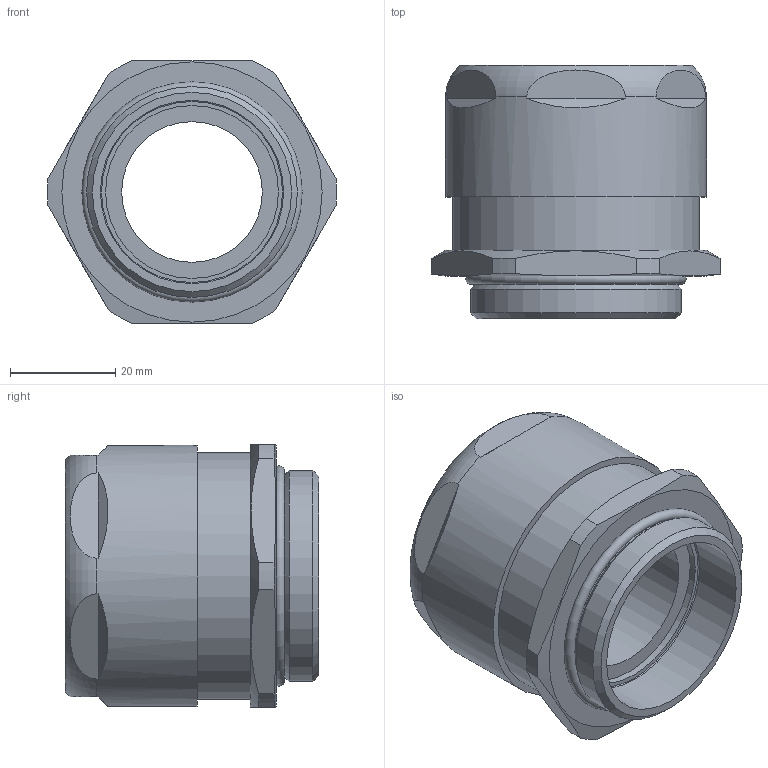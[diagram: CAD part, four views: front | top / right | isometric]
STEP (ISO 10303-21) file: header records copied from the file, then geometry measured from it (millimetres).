
FILE_DESCRIPTION(/* description */ ('STEP AP214'),/* implementation_level */ '2;1');
FILE_NAME(/* name */ '1751400050.stp',/* time_stamp */ '2022-06-08T11:12:42+02:00',/* author */ ('sl'),/* organization */ (''),/* preprocessor_version */ 'ST-DEVELOPER v16.5',/* originating_system */ 'Autodesk Inventor 2017',/* authorisation */ '');
FILE_SCHEMA (('AUTOMOTIVE_DESIGN { 1 0 10303 214 3 1 1 }'));
Length unit declared in the file: millimetre
Products named in the file (1): 1751400050
Bounding box: 54.87 x 48.1 x 49.9 mm (x, y, z)
Volume: 51535.8 mm3; surface area: 14853.2 mm2
Topology: 1 solids, 1 shells, 48 faces, 117 edges, 77 vertices
Faces by surface type: plane 26, cylinder 14, torus 4, cone 4
Full cylindrical faces by diameter (mm): 26.7 x1, 32.8 x1, 33.6 x1, 34.75 x1, 37.875 x1, 40 x1, 46.85 x1, 49.55 x1
Entity records: 1519 total; most frequent: CARTESIAN_POINT 393, DIRECTION 220, ORIENTED_EDGE 188, AXIS2_PLACEMENT_3D 95, EDGE_CURVE 94, EDGE_LOOP 72, VERTEX_POINT 70, FACE_OUTER_BOUND 48
